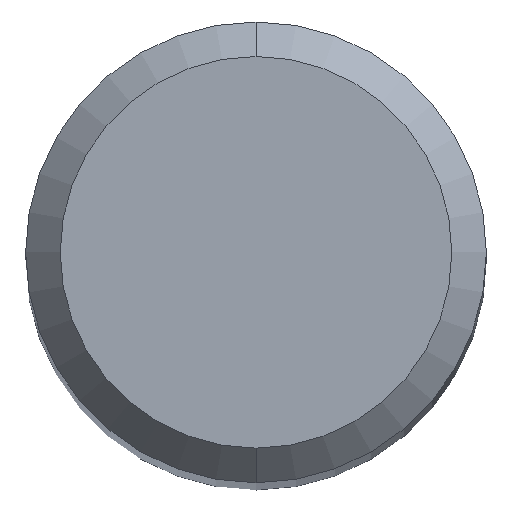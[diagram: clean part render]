
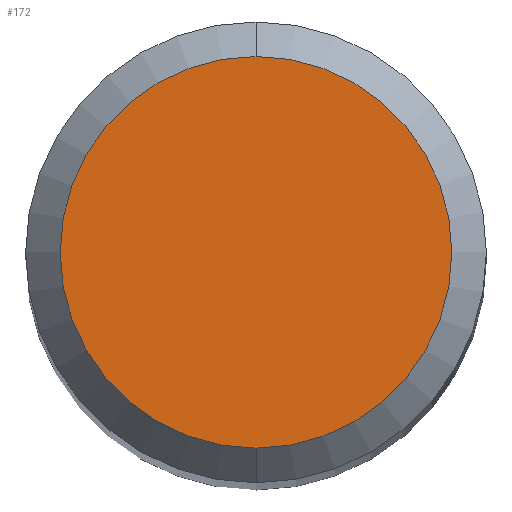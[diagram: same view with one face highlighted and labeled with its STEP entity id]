
A CAD part, top view. The second image highlights one B-rep face of the part: STEP entity #172.
In plain terms, the highlighted planar face has unit normal (0, 0, 1).
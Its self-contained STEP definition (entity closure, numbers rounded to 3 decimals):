
#114=EDGE_CURVE('',#190,#224,#266,.T.);
#162=EDGE_CURVE('',#224,#190,#324,.T.);
#172=ADVANCED_FACE('',(#334),#335,.T.);
#190=VERTEX_POINT('',#354);
#224=VERTEX_POINT('',#390);
#266=CIRCLE('',#431,1.7);
#324=CIRCLE('',#498,1.7);
#334=FACE_OUTER_BOUND('',#514,.T.);
#335=PLANE('',#515);
#354=CARTESIAN_POINT('',(0.,-1.7,0.));
#390=CARTESIAN_POINT('',(0.0,1.7,0.));
#431=AXIS2_PLACEMENT_3D('',#622,#623,#624);
#498=AXIS2_PLACEMENT_3D('',#715,#716,#717);
#514=EDGE_LOOP('',(#727,#728));
#515=AXIS2_PLACEMENT_3D('',#729,#730,#731);
#622=CARTESIAN_POINT('',(0.0,0.0,0.));
#623=DIRECTION('',(0.0,0.0,-1.0));
#624=DIRECTION('',(0.0,1.0,0.0));
#715=CARTESIAN_POINT('',(0.0,0.0,0.));
#716=DIRECTION('',(0.0,0.0,-1.0));
#717=DIRECTION('',(0.0,1.0,0.0));
#727=ORIENTED_EDGE('',*,*,#162,.F.);
#728=ORIENTED_EDGE('',*,*,#114,.F.);
#729=CARTESIAN_POINT('',(0.0,0.85,0.));
#730=DIRECTION('',(-0.0,0.0,1.0));
#731=DIRECTION('',(0.0,-1.0,0.0));
